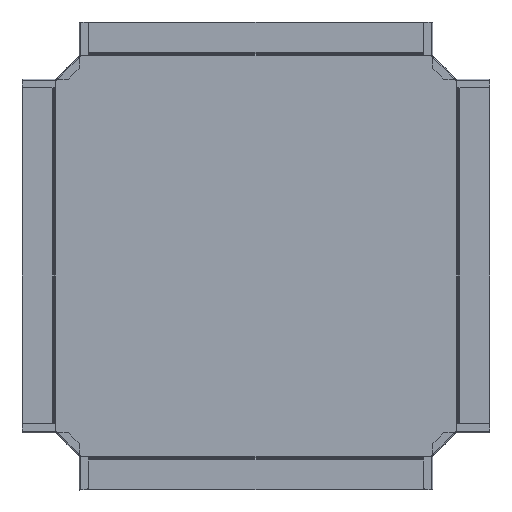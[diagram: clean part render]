
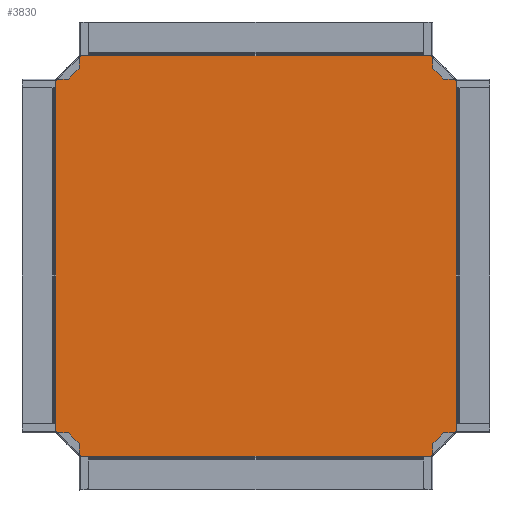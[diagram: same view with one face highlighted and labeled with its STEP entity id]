
A CAD part, top view. The second image highlights one B-rep face of the part: STEP entity #3830.
In plain terms, the highlighted planar face has unit normal (0, 0, 1).
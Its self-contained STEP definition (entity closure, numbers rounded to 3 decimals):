
#2725=DIRECTION('',(-0.707,0.707,0.));
#2726=VECTOR('',#2725,57.631);
#2727=CARTESIAN_POINT('',(340.752,300.,0.));
#2728=LINE('',#2727,#2726);
#2729=DIRECTION('',(-1.,0.,0.));
#2730=VECTOR('',#2729,2.);
#2731=CARTESIAN_POINT('',(342.752,300.,0.));
#2732=LINE('',#2731,#2730);
#2733=DIRECTION('',(0.707,0.707,0.));
#2734=VECTOR('',#2733,57.631);
#2735=CARTESIAN_POINT('',(300.,-340.752,0.));
#2736=LINE('',#2735,#2734);
#2737=DIRECTION('',(0.,1.,0.));
#2738=VECTOR('',#2737,2.);
#2739=CARTESIAN_POINT('',(300.,-342.752,0.));
#2740=LINE('',#2739,#2738);
#2741=DIRECTION('',(0.707,-0.707,0.));
#2742=VECTOR('',#2741,57.631);
#2743=CARTESIAN_POINT('',(-340.752,-300.,0.));
#2744=LINE('',#2743,#2742);
#2745=DIRECTION('',(1.,0.,0.));
#2746=VECTOR('',#2745,2.);
#2747=CARTESIAN_POINT('',(-342.752,-300.,0.));
#2748=LINE('',#2747,#2746);
#2749=DIRECTION('',(-0.707,-0.707,0.));
#2750=VECTOR('',#2749,57.631);
#2751=CARTESIAN_POINT('',(-300.,340.752,0.));
#2752=LINE('',#2751,#2750);
#2753=DIRECTION('',(0.,-1.,0.));
#2754=VECTOR('',#2753,2.);
#2755=CARTESIAN_POINT('',(-300.,342.752,0.));
#2756=LINE('',#2755,#2754);
#2805=DIRECTION('',(-1.,0.,0.));
#2806=VECTOR('',#2805,2.);
#2807=CARTESIAN_POINT('',(342.752,-300.,0.));
#2808=LINE('',#2807,#2806);
#2809=DIRECTION('',(0.,-1.,0.));
#2810=VECTOR('',#2809,600.);
#2811=CARTESIAN_POINT('',(342.752,300.,0.));
#2812=LINE('',#2811,#2810);
#2939=DIRECTION('',(0.,-1.,0.));
#2940=VECTOR('',#2939,2.);
#2941=CARTESIAN_POINT('',(300.,342.752,0.));
#2942=LINE('',#2941,#2940);
#2961=DIRECTION('',(1.,0.,0.));
#2962=VECTOR('',#2961,600.);
#2963=CARTESIAN_POINT('',(-300.,342.752,0.));
#2964=LINE('',#2963,#2962);
#2999=DIRECTION('',(1.,0.,0.));
#3000=VECTOR('',#2999,2.);
#3001=CARTESIAN_POINT('',(-342.752,300.,0.));
#3002=LINE('',#3001,#3000);
#3017=DIRECTION('',(0.,1.,0.));
#3018=VECTOR('',#3017,600.);
#3019=CARTESIAN_POINT('',(-342.752,-300.,0.));
#3020=LINE('',#3019,#3018);
#3186=DIRECTION('',(-1.,0.,0.));
#3187=VECTOR('',#3186,600.);
#3188=CARTESIAN_POINT('',(300.,-342.752,0.));
#3189=LINE('',#3188,#3187);
#3208=DIRECTION('',(0.,1.,0.));
#3209=VECTOR('',#3208,2.);
#3210=CARTESIAN_POINT('',(-300.,-342.752,0.));
#3211=LINE('',#3210,#3209);
#3427=CARTESIAN_POINT('',(340.752,-300.,0.));
#3429=VERTEX_POINT('',#3427);
#3431=CARTESIAN_POINT('',(300.,340.752,0.));
#3433=VERTEX_POINT('',#3431);
#3435=CARTESIAN_POINT('',(300.,-340.752,0.));
#3437=VERTEX_POINT('',#3435);
#3438=CARTESIAN_POINT('',(-300.,-342.752,0.));
#3439=VERTEX_POINT('',#3438);
#3441=CARTESIAN_POINT('',(-300.,-340.752,0.));
#3443=VERTEX_POINT('',#3441);
#3444=CARTESIAN_POINT('',(300.,-342.752,0.));
#3445=VERTEX_POINT('',#3444);
#3453=CARTESIAN_POINT('',(300.,342.752,0.));
#3455=VERTEX_POINT('',#3453);
#3459=CARTESIAN_POINT('',(-340.752,-300.,0.));
#3461=VERTEX_POINT('',#3459);
#3466=CARTESIAN_POINT('',(-300.,342.752,0.));
#3467=VERTEX_POINT('',#3466);
#3495=CARTESIAN_POINT('',(-300.,340.752,0.));
#3497=VERTEX_POINT('',#3495);
#3512=CARTESIAN_POINT('',(342.752,300.,0.));
#3513=VERTEX_POINT('',#3512);
#3514=CARTESIAN_POINT('',(340.752,300.,0.));
#3515=VERTEX_POINT('',#3514);
#3516=CARTESIAN_POINT('',(342.752,-300.,0.));
#3517=VERTEX_POINT('',#3516);
#3548=CARTESIAN_POINT('',(-340.752,300.,0.));
#3549=VERTEX_POINT('',#3548);
#3556=CARTESIAN_POINT('',(-342.752,-300.,0.));
#3557=VERTEX_POINT('',#3556);
#3558=CARTESIAN_POINT('',(-342.752,300.,0.));
#3559=VERTEX_POINT('',#3558);
#3794=CARTESIAN_POINT('',(0.,-300.,0.));
#3795=DIRECTION('',(0.,0.,1.));
#3796=DIRECTION('',(1.,0.,0.));
#3797=AXIS2_PLACEMENT_3D('',#3794,#3795,#3796);
#3798=PLANE('',#3797);
#3800=ORIENTED_EDGE('',*,*,#3799,.F.);
#3802=ORIENTED_EDGE('',*,*,#3801,.F.);
#3804=ORIENTED_EDGE('',*,*,#3803,.T.);
#3806=ORIENTED_EDGE('',*,*,#3805,.T.);
#3807=ORIENTED_EDGE('',*,*,#3773,.F.);
#3808=ORIENTED_EDGE('',*,*,#3785,.F.);
#3810=ORIENTED_EDGE('',*,*,#3809,.T.);
#3812=ORIENTED_EDGE('',*,*,#3811,.T.);
#3814=ORIENTED_EDGE('',*,*,#3813,.F.);
#3815=ORIENTED_EDGE('',*,*,#3719,.F.);
#3817=ORIENTED_EDGE('',*,*,#3816,.T.);
#3819=ORIENTED_EDGE('',*,*,#3818,.T.);
#3821=ORIENTED_EDGE('',*,*,#3820,.F.);
#3823=ORIENTED_EDGE('',*,*,#3822,.F.);
#3825=ORIENTED_EDGE('',*,*,#3824,.T.);
#3827=ORIENTED_EDGE('',*,*,#3826,.T.);
#3828=EDGE_LOOP('',(#3800,#3802,#3804,#3806,#3807,#3808,#3810,#3812,#3814,#3815,
#3817,#3819,#3821,#3823,#3825,#3827));
#3829=FACE_OUTER_BOUND('',#3828,.F.);
#3830=ADVANCED_FACE('',(#3829),#3798,.T.);
#3719=EDGE_CURVE('',#3557,#3461,#2748,.T.);
#3773=EDGE_CURVE('',#3437,#3429,#2736,.T.);
#3785=EDGE_CURVE('',#3445,#3437,#2740,.T.);
#3799=EDGE_CURVE('',#3515,#3433,#2728,.T.);
#3801=EDGE_CURVE('',#3513,#3515,#2732,.T.);
#3803=EDGE_CURVE('',#3513,#3517,#2812,.T.);
#3805=EDGE_CURVE('',#3517,#3429,#2808,.T.);
#3809=EDGE_CURVE('',#3445,#3439,#3189,.T.);
#3811=EDGE_CURVE('',#3439,#3443,#3211,.T.);
#3813=EDGE_CURVE('',#3461,#3443,#2744,.T.);
#3816=EDGE_CURVE('',#3557,#3559,#3020,.T.);
#3818=EDGE_CURVE('',#3559,#3549,#3002,.T.);
#3820=EDGE_CURVE('',#3497,#3549,#2752,.T.);
#3822=EDGE_CURVE('',#3467,#3497,#2756,.T.);
#3824=EDGE_CURVE('',#3467,#3455,#2964,.T.);
#3826=EDGE_CURVE('',#3455,#3433,#2942,.T.);
